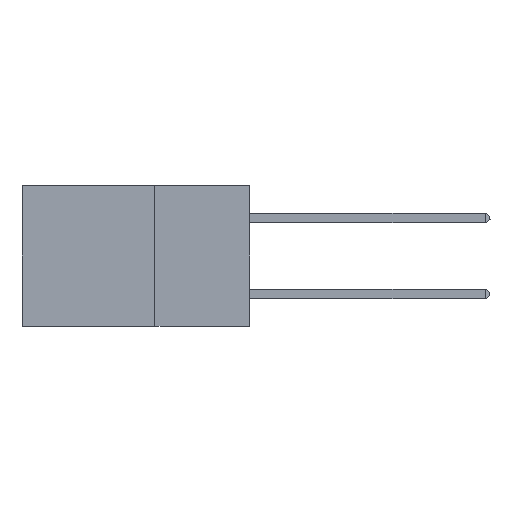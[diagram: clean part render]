
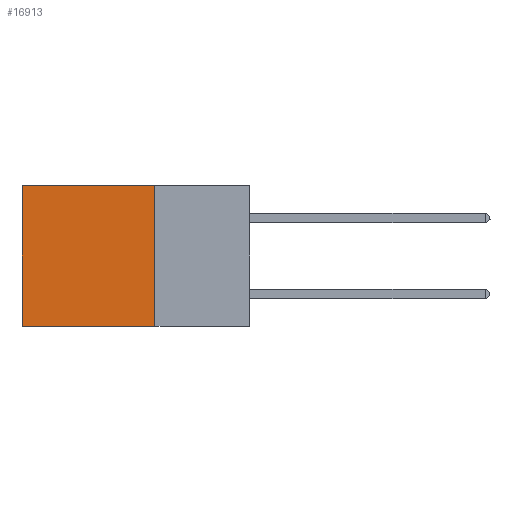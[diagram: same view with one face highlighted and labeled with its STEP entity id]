
A CAD part, left-side view. The second image highlights one B-rep face of the part: STEP entity #16913.
In plain terms, the highlighted planar face has unit normal (-1, 0, 0).
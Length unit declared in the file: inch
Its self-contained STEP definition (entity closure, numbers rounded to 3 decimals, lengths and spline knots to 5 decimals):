
#293 = AXIS2_PLACEMENT_3D ( 'NONE', #2827, #518, #8286 ) ;
#413 = EDGE_CURVE ( 'NONE', #4289, #13317, #9280, .T. ) ;
#518 = DIRECTION ( 'NONE',  ( 1., 0., 0. ) ) ;
#2293 = DIRECTION ( 'NONE',  ( 0., 0., -1. ) ) ;
#2827 = CARTESIAN_POINT ( 'NONE',  ( 0.2875, 0.25, 0. ) ) ;
#3213 = LINE ( 'NONE', #5291, #13480 ) ;
#3720 = VECTOR ( 'NONE', #2293, 39.37008 ) ;
#3808 = CARTESIAN_POINT ( 'NONE',  ( 0.2875, 0.6, 0. ) ) ;
#4289 = VERTEX_POINT ( 'NONE', #15051 ) ;
#5291 = CARTESIAN_POINT ( 'NONE',  ( 0.2875, 0.25, -0.37 ) ) ;
#5939 = ORIENTED_EDGE ( 'NONE', *, *, #16773, .T. ) ;
#6553 = PLANE ( 'NONE',  #293 ) ;
#6981 = VECTOR ( 'NONE', #15877, 39.37008 ) ;
#7050 = CARTESIAN_POINT ( 'NONE',  ( 0.2875, 0.25, 0. ) ) ;
#8286 = DIRECTION ( 'NONE',  ( 0., 0., -1. ) ) ;
#8304 = ORIENTED_EDGE ( 'NONE', *, *, #15703, .F. ) ;
#8691 = VECTOR ( 'NONE', #12334, 39.37008 ) ;
#9280 = LINE ( 'NONE', #3808, #3720 ) ;
#10215 = DIRECTION ( 'NONE',  ( 0., 1., 0. ) ) ;
#11140 = EDGE_LOOP ( 'NONE', ( #12350, #16370, #8304, #5939 ) ) ;
#12151 = CARTESIAN_POINT ( 'NONE',  ( 0.2875, 0.25, 0. ) ) ;
#12334 = DIRECTION ( 'NONE',  ( 0., 0., -1. ) ) ;
#12350 = ORIENTED_EDGE ( 'NONE', *, *, #413, .T. ) ;
#13317 = VERTEX_POINT ( 'NONE', #17068 ) ;
#13480 = VECTOR ( 'NONE', #10215, 39.37008 ) ;
#14757 = EDGE_CURVE ( 'NONE', #22260, #13317, #3213, .T. ) ;
#15051 = CARTESIAN_POINT ( 'NONE',  ( 0.2875, 0.6, 0. ) ) ;
#15703 = EDGE_CURVE ( 'NONE', #18460, #22260, #19430, .T. ) ;
#15877 = DIRECTION ( 'NONE',  ( 0., 1., 0. ) ) ;
#16115 = LINE ( 'NONE', #7050, #6981 ) ;
#16370 = ORIENTED_EDGE ( 'NONE', *, *, #14757, .F. ) ;
#16392 = CARTESIAN_POINT ( 'NONE',  ( 0.2875, 0.25, -0.37 ) ) ;
#16773 = EDGE_CURVE ( 'NONE', #18460, #4289, #16115, .T. ) ;
#16913 = ADVANCED_FACE ( 'NONE', ( #18995 ), #6553, .F. ) ;
#17068 = CARTESIAN_POINT ( 'NONE',  ( 0.2875, 0.6, -0.37 ) ) ;
#18460 = VERTEX_POINT ( 'NONE', #12151 ) ;
#18995 = FACE_OUTER_BOUND ( 'NONE', #11140, .T. ) ;
#19320 = CARTESIAN_POINT ( 'NONE',  ( 0.2875, 0.25, 0. ) ) ;
#19430 = LINE ( 'NONE', #19320, #8691 ) ;
#22260 = VERTEX_POINT ( 'NONE', #16392 ) ;
